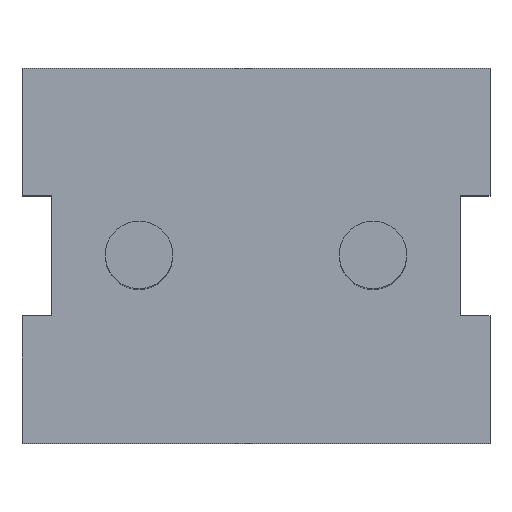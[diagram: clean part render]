
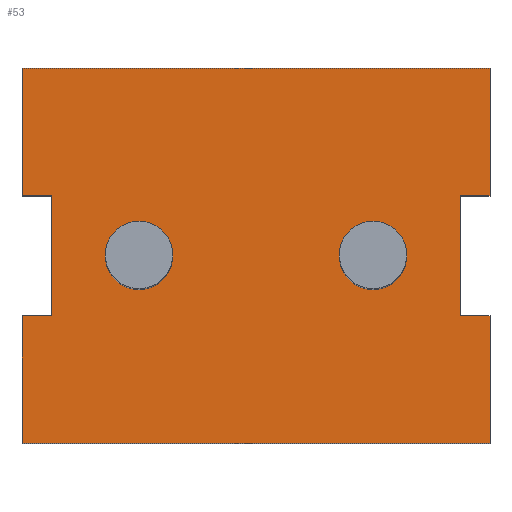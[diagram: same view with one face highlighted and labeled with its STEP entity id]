
A CAD part, top view. The second image highlights one B-rep face of the part: STEP entity #53.
In plain terms, the highlighted planar face has unit normal (0, 0, 1).
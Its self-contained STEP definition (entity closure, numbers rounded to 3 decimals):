
#53=ADVANCED_FACE('',(#93,#94,#95),#96,.T.);
#93=FACE_OUTER_BOUND('',#157,.T.);
#94=FACE_BOUND('',#158,.T.);
#95=FACE_BOUND('',#159,.T.);
#96=PLANE('',#160);
#157=EDGE_LOOP('',(#274,#275,#276,#277,#278,#279,#280,#281,#282,#283,#284,#285));
#158=EDGE_LOOP('',(#286,#287));
#159=EDGE_LOOP('',(#288,#289));
#160=AXIS2_PLACEMENT_3D('',#290,#291,#292);
#274=ORIENTED_EDGE('',*,*,#473,.F.);
#275=ORIENTED_EDGE('',*,*,#479,.F.);
#276=ORIENTED_EDGE('',*,*,#445,.T.);
#277=ORIENTED_EDGE('',*,*,#480,.T.);
#278=ORIENTED_EDGE('',*,*,#481,.F.);
#279=ORIENTED_EDGE('',*,*,#451,.F.);
#280=ORIENTED_EDGE('',*,*,#443,.T.);
#281=ORIENTED_EDGE('',*,*,#482,.T.);
#282=ORIENTED_EDGE('',*,*,#474,.F.);
#283=ORIENTED_EDGE('',*,*,#483,.T.);
#284=ORIENTED_EDGE('',*,*,#484,.F.);
#285=ORIENTED_EDGE('',*,*,#467,.F.);
#286=ORIENTED_EDGE('',*,*,#485,.F.);
#287=ORIENTED_EDGE('',*,*,#486,.F.);
#288=ORIENTED_EDGE('',*,*,#487,.F.);
#289=ORIENTED_EDGE('',*,*,#488,.F.);
#290=CARTESIAN_POINT('',(-3.962,3.175,0.0));
#291=DIRECTION('',(0.0,0.0,1.0));
#292=DIRECTION('',(1.0,0.0,0.0));
#443=EDGE_CURVE('',#520,#518,#521,.T.);
#445=EDGE_CURVE('',#523,#524,#525,.T.);
#451=EDGE_CURVE('',#520,#535,#536,.T.);
#467=EDGE_CURVE('',#564,#565,#566,.T.);
#473=EDGE_CURVE('',#573,#564,#575,.T.);
#474=EDGE_CURVE('',#576,#577,#578,.T.);
#479=EDGE_CURVE('',#523,#573,#585,.T.);
#480=EDGE_CURVE('',#524,#586,#587,.T.);
#481=EDGE_CURVE('',#535,#586,#588,.T.);
#482=EDGE_CURVE('',#518,#577,#589,.T.);
#483=EDGE_CURVE('',#576,#590,#591,.T.);
#484=EDGE_CURVE('',#565,#590,#592,.T.);
#485=EDGE_CURVE('',#593,#594,#595,.T.);
#486=EDGE_CURVE('',#594,#593,#596,.T.);
#487=EDGE_CURVE('',#597,#598,#599,.T.);
#488=EDGE_CURVE('',#598,#597,#600,.T.);
#518=VERTEX_POINT('',#641);
#520=VERTEX_POINT('',#644);
#521=LINE('',#645,#646);
#523=VERTEX_POINT('',#649);
#524=VERTEX_POINT('',#650);
#525=LINE('',#651,#652);
#535=VERTEX_POINT('',#667);
#536=LINE('',#668,#669);
#564=VERTEX_POINT('',#708);
#565=VERTEX_POINT('',#709);
#566=LINE('',#710,#711);
#573=VERTEX_POINT('',#722);
#575=LINE('',#725,#726);
#576=VERTEX_POINT('',#727);
#577=VERTEX_POINT('',#728);
#578=LINE('',#729,#730);
#585=LINE('',#741,#742);
#586=VERTEX_POINT('',#743);
#587=LINE('',#744,#745);
#588=LINE('',#746,#747);
#589=LINE('',#748,#749);
#590=VERTEX_POINT('',#750);
#591=LINE('',#751,#752);
#592=LINE('',#753,#754);
#593=VERTEX_POINT('',#755);
#594=VERTEX_POINT('',#756);
#595=CIRCLE('',#757,0.572);
#596=CIRCLE('',#758,0.572);
#597=VERTEX_POINT('',#759);
#598=VERTEX_POINT('',#760);
#599=CIRCLE('',#761,0.572);
#600=CIRCLE('',#762,0.572);
#641=CARTESIAN_POINT('',(-3.962,-3.175,0.0));
#644=CARTESIAN_POINT('',(-3.962,-1.016,0.0));
#645=CARTESIAN_POINT('',(-3.962,-1.016,0.0));
#646=VECTOR('',#811,2.159);
#649=CARTESIAN_POINT('',(-3.962,3.175,0.0));
#650=CARTESIAN_POINT('',(-3.962,1.016,0.0));
#651=CARTESIAN_POINT('',(-3.962,3.175,0.0));
#652=VECTOR('',#813,2.159);
#667=CARTESIAN_POINT('',(-3.462,-1.016,0.0));
#668=CARTESIAN_POINT('',(-3.962,-1.016,0.0));
#669=VECTOR('',#819,0.5);
#708=CARTESIAN_POINT('',(3.962,1.016,0.0));
#709=CARTESIAN_POINT('',(3.462,1.016,0.0));
#710=CARTESIAN_POINT('',(3.962,1.016,0.0));
#711=VECTOR('',#843,0.5);
#722=CARTESIAN_POINT('',(3.962,3.175,0.0));
#725=CARTESIAN_POINT('',(3.962,3.175,0.0));
#726=VECTOR('',#849,2.159);
#727=CARTESIAN_POINT('',(3.962,-1.016,0.0));
#728=CARTESIAN_POINT('',(3.962,-3.175,0.0));
#729=CARTESIAN_POINT('',(3.962,-1.016,0.0));
#730=VECTOR('',#850,2.159);
#741=CARTESIAN_POINT('',(-3.962,3.175,0.0));
#742=VECTOR('',#855,7.925);
#743=CARTESIAN_POINT('',(-3.462,1.016,0.0));
#744=CARTESIAN_POINT('',(-3.962,1.016,0.0));
#745=VECTOR('',#856,0.5);
#746=CARTESIAN_POINT('',(-3.462,-1.016,0.0));
#747=VECTOR('',#857,2.032);
#748=CARTESIAN_POINT('',(-3.962,-3.175,0.0));
#749=VECTOR('',#858,7.925);
#750=CARTESIAN_POINT('',(3.462,-1.016,0.0));
#751=CARTESIAN_POINT('',(3.962,-1.016,0.0));
#752=VECTOR('',#859,0.5);
#753=CARTESIAN_POINT('',(3.462,1.016,0.0));
#754=VECTOR('',#860,2.032);
#755=CARTESIAN_POINT('',(1.41,0.0,0.0));
#756=CARTESIAN_POINT('',(2.553,0.0,0.0));
#757=AXIS2_PLACEMENT_3D('',#861,#862,#863);
#758=AXIS2_PLACEMENT_3D('',#864,#865,#866);
#759=CARTESIAN_POINT('',(-2.553,0.0,0.0));
#760=CARTESIAN_POINT('',(-1.41,0.0,0.0));
#761=AXIS2_PLACEMENT_3D('',#867,#868,#869);
#762=AXIS2_PLACEMENT_3D('',#870,#871,#872);
#811=DIRECTION('',(0.0,-1.0,0.0));
#813=DIRECTION('',(0.0,-1.0,0.0));
#819=DIRECTION('',(1.0,0.0,0.0));
#843=DIRECTION('',(-1.0,0.0,0.0));
#849=DIRECTION('',(0.0,-1.0,0.0));
#850=DIRECTION('',(0.0,-1.0,0.0));
#855=DIRECTION('',(1.0,0.0,0.0));
#856=DIRECTION('',(1.0,0.0,0.0));
#857=DIRECTION('',(0.0,1.0,0.0));
#858=DIRECTION('',(1.0,0.0,0.0));
#859=DIRECTION('',(-1.0,0.0,0.0));
#860=DIRECTION('',(0.0,-1.0,0.0));
#861=CARTESIAN_POINT('',(1.981,0.0,0.0));
#862=DIRECTION('',(0.0,0.0,1.0));
#863=DIRECTION('',(-1.0,0.0,0.0));
#864=CARTESIAN_POINT('',(1.981,0.0,0.0));
#865=DIRECTION('',(0.0,0.0,1.0));
#866=DIRECTION('',(1.0,0.0,0.0));
#867=CARTESIAN_POINT('',(-1.981,0.0,0.0));
#868=DIRECTION('',(0.0,0.0,1.0));
#869=DIRECTION('',(-1.0,0.0,0.0));
#870=CARTESIAN_POINT('',(-1.981,0.0,0.0));
#871=DIRECTION('',(0.0,0.0,1.0));
#872=DIRECTION('',(1.0,0.0,0.0));
